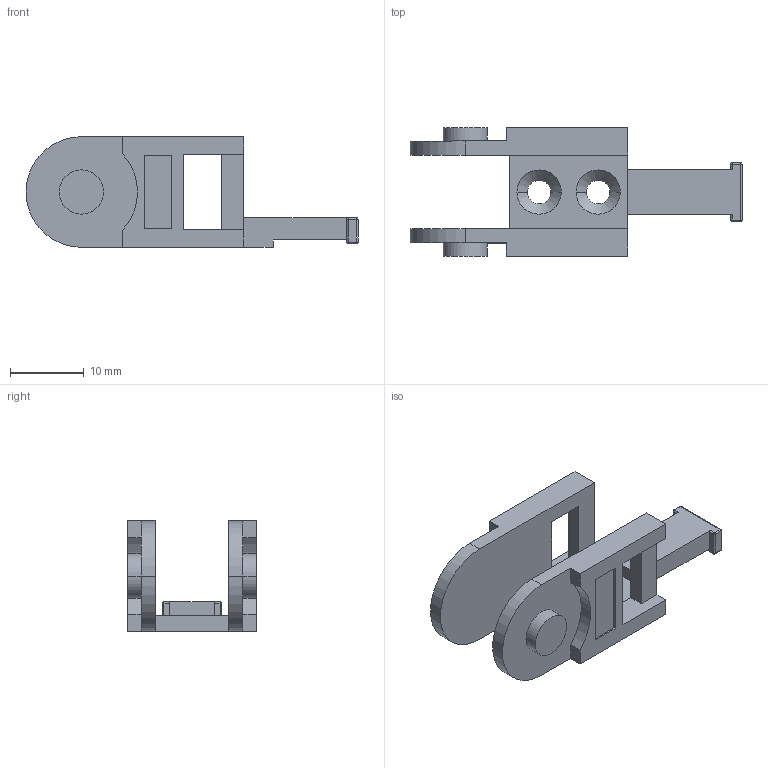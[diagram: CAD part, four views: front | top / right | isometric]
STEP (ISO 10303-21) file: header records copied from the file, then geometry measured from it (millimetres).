
FILE_DESCRIPTION(('STEP AP214'),'1');
FILE_NAME('cctmp_5CB6B269-E8C3-493C-A6C5-B53317B39B38_2023_11_15_21_26_54_0238_233116..stp','2023-11-15T20:26:54',('igus GmbH'),('CADClick - www.CADClick.com'),'Spatial InterOp 3D',' ','unknown authorization');
FILE_SCHEMA(('AUTOMOTIVE_DESIGN'));
Length unit declared in the file: millimetre
Products named in the file (2): 2023_11_15_21_26_54_0191; 2023_11_15_21_26_54_0238
Assembly tree (1 placements, depth 2):
  2023_11_15_21_26_54_0191
    2023_11_15_21_26_54_0238
Bounding box: 45 x 17.4 x 15 mm (x, y, z)
Volume: 2624.2 mm3; surface area: 2889.4 mm2
Topology: 1 solids, 1 shells, 91 faces, 239 edges, 144 vertices
Faces by surface type: plane 50, cylinder 29, sphere 8, cone 4
Entity records: 3502 total; most frequent: DIRECTION 479, CARTESIAN_POINT 468, ORIENTED_EDGE 462, EDGE_CURVE 231, LINE 169, VECTOR 169, AXIS2_PLACEMENT_3D 155, VERTEX_POINT 144
